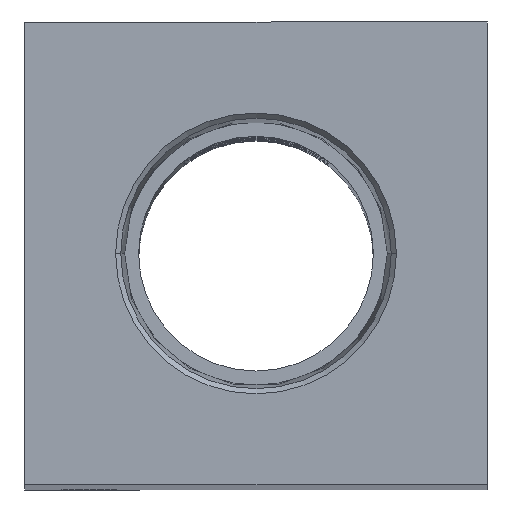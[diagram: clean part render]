
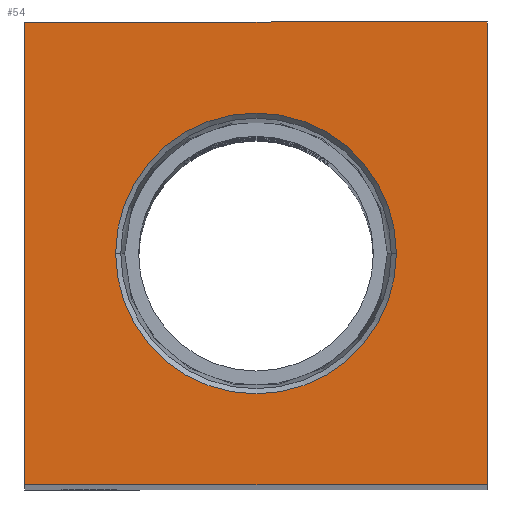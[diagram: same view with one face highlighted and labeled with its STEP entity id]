
A CAD part, top view. The second image highlights one B-rep face of the part: STEP entity #54.
In plain terms, the highlighted planar face has unit normal (0, 0, 1).
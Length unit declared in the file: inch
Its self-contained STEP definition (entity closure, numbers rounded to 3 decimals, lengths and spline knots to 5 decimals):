
#7 = CARTESIAN_POINT ( 'NONE',  ( 0.68247, 0., 7.125 ) ) ;
#26 = PLANE ( 'NONE',  #2191 ) ;
#54 = ADVANCED_FACE ( 'NONE', ( #2330, #2807 ), #26, .T. ) ;
#55 = VERTEX_POINT ( 'NONE', #84 ) ;
#68 = CARTESIAN_POINT ( 'NONE',  ( 0., 0., 7.125 ) ) ;
#84 = CARTESIAN_POINT ( 'NONE',  ( 1.125, 1.125, 7.125 ) ) ;
#100 = DIRECTION ( 'NONE',  ( 0., 0., 1. ) ) ;
#160 = DIRECTION ( 'NONE',  ( 0., -1., 0. ) ) ;
#161 = DIRECTION ( 'NONE',  ( 1., 0., 0. ) ) ;
#174 = DIRECTION ( 'NONE',  ( 0., 0., 1. ) ) ;
#263 = ORIENTED_EDGE ( 'NONE', *, *, #1793, .F. ) ;
#294 = CARTESIAN_POINT ( 'NONE',  ( -0.68247, 0., 7.125 ) ) ;
#302 = EDGE_CURVE ( 'NONE', #964, #1184, #498, .T. ) ;
#357 = CARTESIAN_POINT ( 'NONE',  ( 1.125, -1.125, 7.125 ) ) ;
#388 = CARTESIAN_POINT ( 'NONE',  ( 0., 0., 7.125 ) ) ;
#390 = DIRECTION ( 'NONE',  ( 0., 1., 0. ) ) ;
#422 = VERTEX_POINT ( 'NONE', #1646 ) ;
#468 = LINE ( 'NONE', #1785, #1015 ) ;
#498 = LINE ( 'NONE', #1509, #2231 ) ;
#669 = CARTESIAN_POINT ( 'NONE',  ( 0., 0., 7.125 ) ) ;
#750 = EDGE_CURVE ( 'NONE', #1184, #55, #2539, .T. ) ;
#776 = ORIENTED_EDGE ( 'NONE', *, *, #1526, .F. ) ;
#802 = DIRECTION ( 'NONE',  ( 1., 0., 0. ) ) ;
#805 = VERTEX_POINT ( 'NONE', #294 ) ;
#901 = ORIENTED_EDGE ( 'NONE', *, *, #750, .T. ) ;
#907 = DIRECTION ( 'NONE',  ( 1., 0., 0. ) ) ;
#927 = CIRCLE ( 'NONE', #1019, 0.68247 ) ;
#964 = VERTEX_POINT ( 'NONE', #1394 ) ;
#1015 = VECTOR ( 'NONE', #160, 39.37008 ) ;
#1019 = AXIS2_PLACEMENT_3D ( 'NONE', #388, #174, #161 ) ;
#1021 = CARTESIAN_POINT ( 'NONE',  ( 1.125, -1.125, 7.125 ) ) ;
#1184 = VERTEX_POINT ( 'NONE', #1021 ) ;
#1273 = AXIS2_PLACEMENT_3D ( 'NONE', #669, #2249, #907 ) ;
#1394 = CARTESIAN_POINT ( 'NONE',  ( -1.125, -1.125, 7.125 ) ) ;
#1509 = CARTESIAN_POINT ( 'NONE',  ( 1.125, -1.125, 7.125 ) ) ;
#1526 = EDGE_CURVE ( 'NONE', #805, #2530, #927, .T. ) ;
#1552 = ORIENTED_EDGE ( 'NONE', *, *, #2316, .T. ) ;
#1646 = CARTESIAN_POINT ( 'NONE',  ( -1.125, 1.125, 7.125 ) ) ;
#1785 = CARTESIAN_POINT ( 'NONE',  ( -1.125, -1.125, 7.125 ) ) ;
#1786 = EDGE_LOOP ( 'NONE', ( #263, #776 ) ) ;
#1793 = EDGE_CURVE ( 'NONE', #2530, #805, #2322, .T. ) ;
#2012 = ORIENTED_EDGE ( 'NONE', *, *, #302, .T. ) ;
#2052 = VECTOR ( 'NONE', #390, 39.37008 ) ;
#2176 = CARTESIAN_POINT ( 'NONE',  ( 1.125, 1.125, 7.125 ) ) ;
#2191 = AXIS2_PLACEMENT_3D ( 'NONE', #68, #100, #2558 ) ;
#2231 = VECTOR ( 'NONE', #802, 39.37008 ) ;
#2249 = DIRECTION ( 'NONE',  ( 0., 0., 1. ) ) ;
#2276 = EDGE_CURVE ( 'NONE', #55, #422, #2335, .T. ) ;
#2316 = EDGE_CURVE ( 'NONE', #422, #964, #468, .T. ) ;
#2322 = CIRCLE ( 'NONE', #1273, 0.68247 ) ;
#2330 = FACE_BOUND ( 'NONE', #1786, .T. ) ;
#2335 = LINE ( 'NONE', #2176, #2813 ) ;
#2401 = DIRECTION ( 'NONE',  ( -1., 0., 0. ) ) ;
#2530 = VERTEX_POINT ( 'NONE', #7 ) ;
#2539 = LINE ( 'NONE', #357, #2052 ) ;
#2558 = DIRECTION ( 'NONE',  ( 1., 0., 0. ) ) ;
#2764 = ORIENTED_EDGE ( 'NONE', *, *, #2276, .T. ) ;
#2807 = FACE_OUTER_BOUND ( 'NONE', #2826, .T. ) ;
#2813 = VECTOR ( 'NONE', #2401, 39.37008 ) ;
#2826 = EDGE_LOOP ( 'NONE', ( #1552, #2012, #901, #2764 ) ) ;
